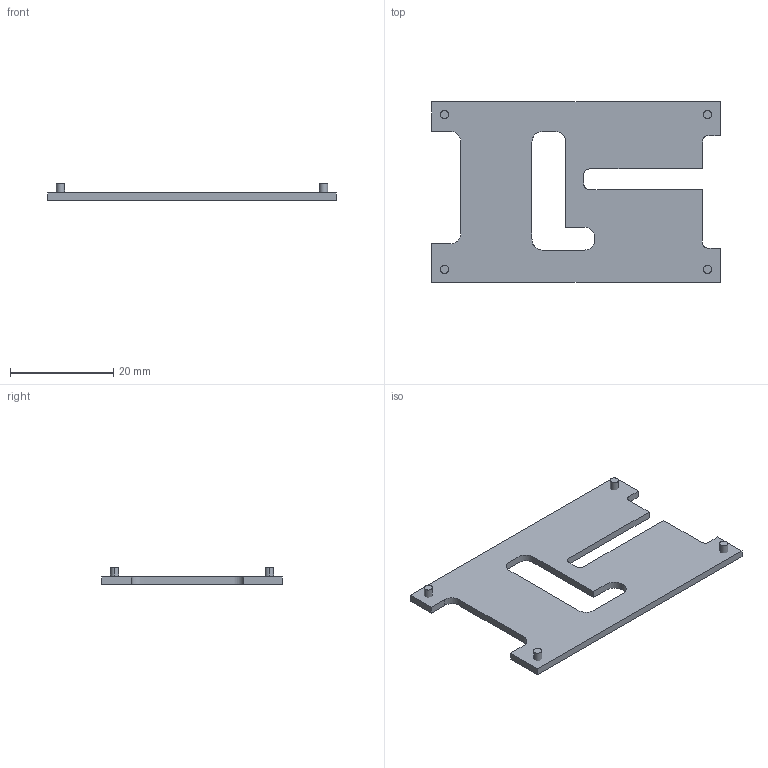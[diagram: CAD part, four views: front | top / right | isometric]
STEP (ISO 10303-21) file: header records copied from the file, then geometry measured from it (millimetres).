
FILE_DESCRIPTION(/* description */ (''),/* implementation_level */ '2;1');
FILE_NAME(/* name */ 'support_lcd',/* time_stamp */ '2025-05-04T07:39:05+02:00',/* author */ (''),/* organization */ (''),/* preprocessor_version */ 'ST-DEVELOPER v10',/* originating_system */ '',/* authorisation */ '');
FILE_SCHEMA (('CONFIG_CONTROL_DESIGN'));
Length unit declared in the file: millimetre
Products named in the file (1): 1
Bounding box: 56 x 35 x 3.18 mm (x, y, z)
Volume: 2118.3 mm3; surface area: 3492.5 mm2
Topology: 5 solids, 5 shells, 31 faces, 63 edges, 42 vertices
Faces by surface type: plane 17, bspline 14
Entity records: 1037 total; most frequent: CARTESIAN_POINT 523, ORIENTED_EDGE 126, EDGE_CURVE 63, VERTEX_POINT 42, B_SPLINE_CURVE_WITH_KNOTS 35, EDGE_LOOP 33, ADVANCED_FACE 31, FACE_OUTER_BOUND 31
